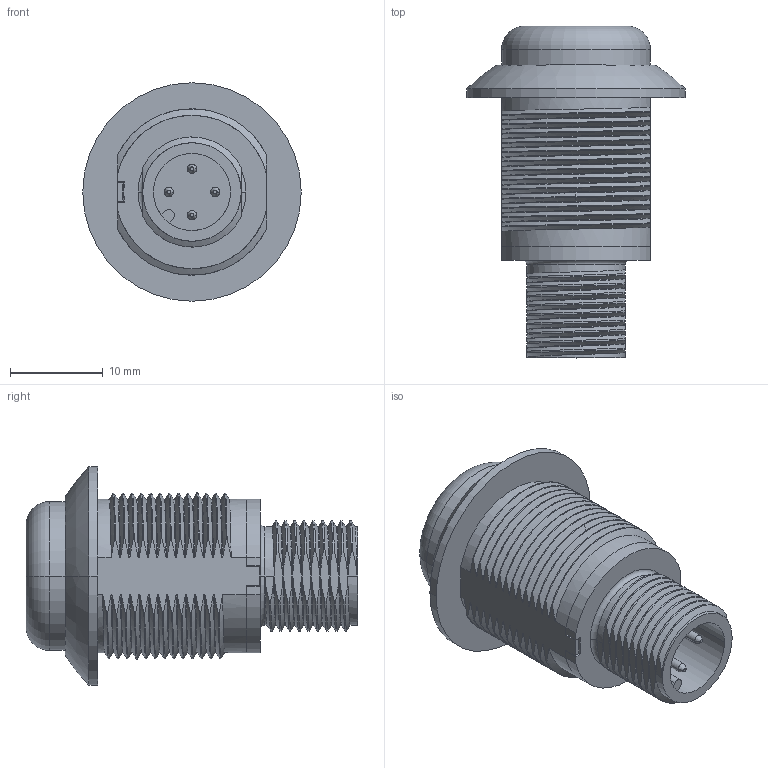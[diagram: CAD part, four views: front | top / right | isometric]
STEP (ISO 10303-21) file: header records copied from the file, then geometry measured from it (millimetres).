
FILE_DESCRIPTION((''),'2;1');
FILE_NAME('161757_ASM','2016-01-18T',('pdmadmin'),(''),'PRO/ENGINEER BY PARAMETRIC TECHNOLOGY CORPORATION, 2013230','PRO/ENGINEER BY PARAMETRIC TECHNOLOGY CORPORATION, 2013230','');
FILE_SCHEMA(('CONFIG_CONTROL_DESIGN'));
Products named in the file (7): 159269; 159270; 159270_ASM; 159271; 159274; 159273_ASM; 161757_ASM
Assembly tree (9 placements, depth 3):
  161757_ASM
    159270_ASM
      159269
      159270
    159273_ASM
      159271
      159274  x4
Bounding box: 23.5 x 35.7 x 23.5 mm (x, y, z)
Volume: 3572 mm3; surface area: 5590.7 mm2
Topology: 7 solids, 7 shells, 436 faces, 1061 edges, 659 vertices
Faces by surface type: bspline 158, cylinder 103, plane 87, cone 52, torus 34, sphere 2
Entity records: 55006 total; most frequent: CARTESIAN_POINT 47348, ORIENTED_EDGE 1834, DIRECTION 1100, EDGE_CURVE 917, VERTEX_POINT 575, B_SPLINE_CURVE_WITH_KNOTS 448, AXIS2_PLACEMENT_3D 405, EDGE_LOOP 382
